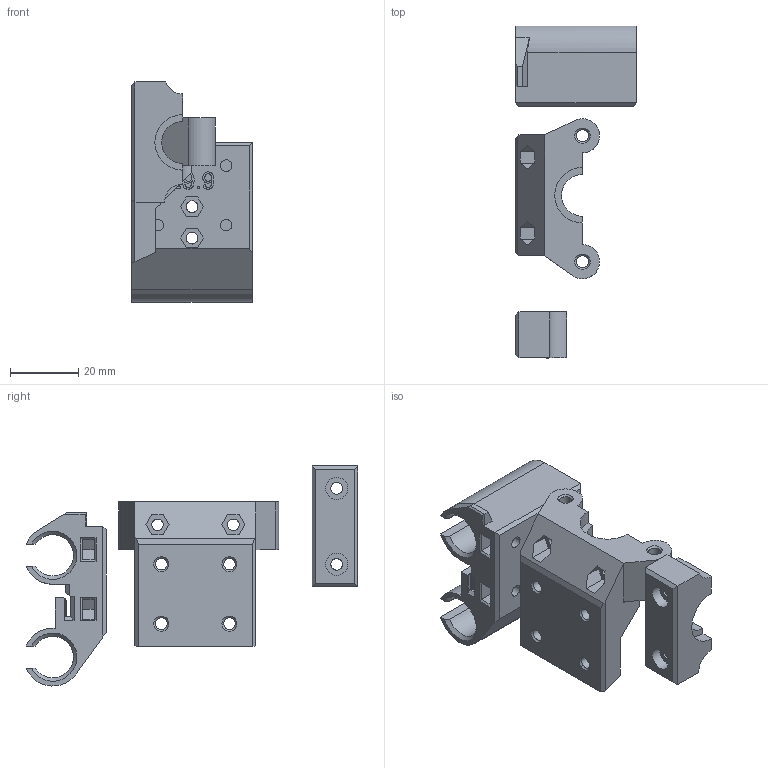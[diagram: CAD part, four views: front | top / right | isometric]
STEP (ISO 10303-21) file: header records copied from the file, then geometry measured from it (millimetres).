
FILE_DESCRIPTION(/* description */ (''),/* implementation_level */ '2;1');
FILE_NAME(/* name */ 'STEP_MPSM_v2_single_UpdatedXcarriage_V01 v69_M3nuts.step',/* time_stamp */ '2021-12-08T14:03:18-05:00',/* author */ (''),/* organization */ (''),/* preprocessor_version */ 'ST-DEVELOPER v18.1',/* originating_system */ 'Autodesk Translation Framework v10.10.0.1391',/* authorisation */ '');
FILE_SCHEMA (('AUTOMOTIVE_DESIGN { 1 0 10303 214 3 1 1 }'));
Length unit declared in the file: millimetre
Products named in the file (1): MPSM_v2_single_UpdatedXcarriage_V01
Bounding box: 35.5 x 97.5 x 64.65 mm (x, y, z)
Volume: 38024.2 mm3; surface area: 19342.8 mm2
Topology: 3 solids, 3 shells, 403 faces, 1089 edges, 714 vertices
Faces by surface type: plane 203, cylinder 110, bspline 76, cone 14
Full cylindrical faces by diameter (mm): 3.4 x16, 3.5 x4, 4.8 x2, 6.5 x6
Entity records: 13526 total; most frequent: CARTESIAN_POINT 3613, ORIENTED_EDGE 2178, DIRECTION 1827, EDGE_CURVE 1089, VERTEX_POINT 714, LINE 675, VECTOR 675, AXIS2_PLACEMENT_3D 576
